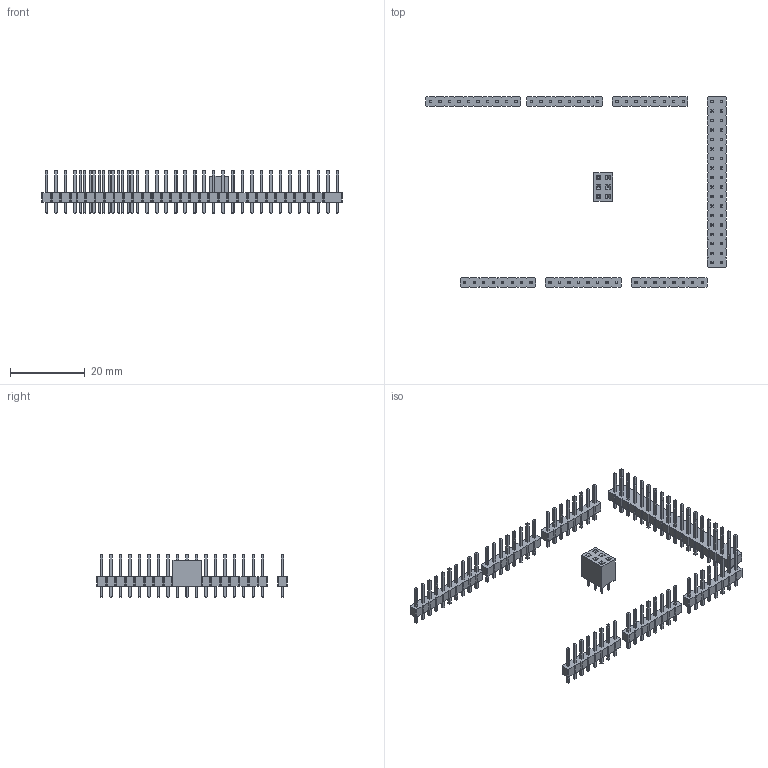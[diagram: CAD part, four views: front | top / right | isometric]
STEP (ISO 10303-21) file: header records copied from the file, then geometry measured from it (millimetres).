
FILE_DESCRIPTION(/* description */ (''),/* implementation_level */ '2;1');
FILE_NAME(/* name */ 'PinHeader_Arduino_Due_Shield.step',/* time_stamp */ '2020-09-10T17:39:58-04:00',/* author */ (''),/* organization */ (''),/* preprocessor_version */ 'ST-DEVELOPER v18.1',/* originating_system */ 'Autodesk Translation Framework v9.3.0.1241',/* authorisation */ '');
FILE_SCHEMA (('AUTOMOTIVE_DESIGN { 1 0 10303 214 3 1 1 }'));
Length unit declared in the file: millimetre
Products named in the file (5): PinHeader_Arduino_DUE; PinHeader_1x10_P2.54mm_Vertical; PinHeader_1x08_P2.54mm_Vertical; PinHeader_2x18_P2.54mm_Vertical; PinSocket_2x03_P2.54mm_Vertical
Assembly tree (8 placements, depth 2):
  PinHeader_Arduino_DUE
    PinHeader_1x08_P2.54mm_Vertical  x5
    PinHeader_1x10_P2.54mm_Vertical
    PinHeader_2x18_P2.54mm_Vertical
    PinSocket_2x03_P2.54mm_Vertical
Bounding box: 80.43 x 50.99 x 11.64 mm (x, y, z)
Volume: 1954.2 mm3; surface area: 4440.9 mm2
Topology: 8 solids, 8 shells, 2180 faces, 5210 edges, 3236 vertices
Faces by surface type: plane 2180
Entity records: 40477 total; most frequent: CARTESIAN_POINT 6807, ORIENTED_EDGE 6660, DIRECTION 6148, LINE 3330, VECTOR 3330, EDGE_CURVE 3330, VERTEX_POINT 2068, EDGE_LOOP 1522
